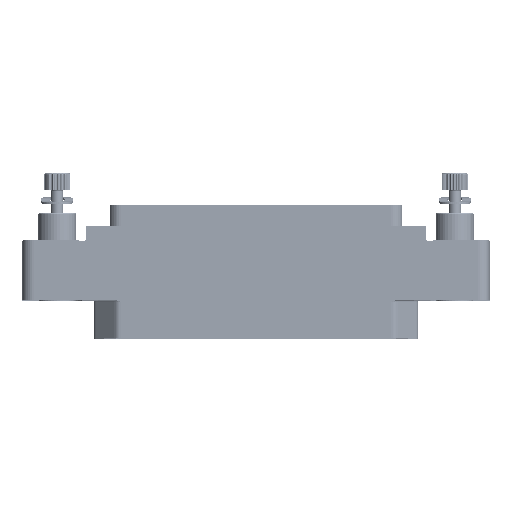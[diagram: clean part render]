
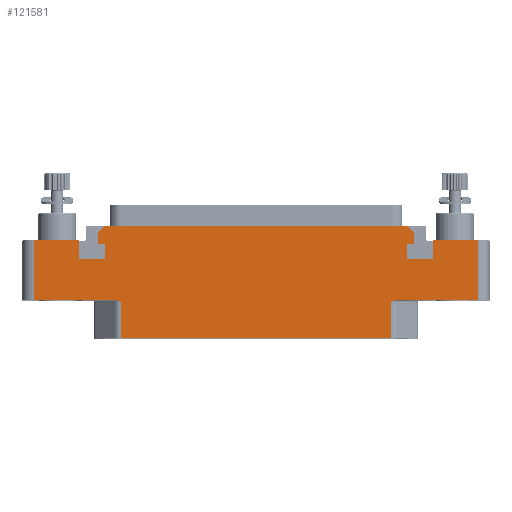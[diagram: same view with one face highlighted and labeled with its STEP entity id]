
A CAD part, top view. The second image highlights one B-rep face of the part: STEP entity #121581.
In plain terms, the highlighted planar face has unit normal (0, 0, 1).
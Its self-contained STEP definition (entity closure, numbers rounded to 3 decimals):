
#2989=DIRECTION('',(-1.,0.,0.));
#2990=VECTOR('',#2989,46.236);
#2991=CARTESIAN_POINT('',(23.118,-6.5,7.));
#2992=LINE('',#2991,#2990);
#3084=DIRECTION('',(1.,0.,0.));
#3085=VECTOR('',#3084,14.082);
#3086=CARTESIAN_POINT('',(-38.,0.,7.));
#3087=LINE('',#3086,#3085);
#3638=DIRECTION('',(0.,-1.,0.));
#3639=VECTOR('',#3638,10.25);
#3640=CARTESIAN_POINT('',(-38.,10.25,7.));
#3641=LINE('',#3640,#3639);
#3656=DIRECTION('',(1.,0.,0.));
#3657=VECTOR('',#3656,7.8);
#3658=CARTESIAN_POINT('',(-38.,10.25,7.));
#3659=LINE('',#3658,#3657);
#3660=DIRECTION('',(0.,-1.,0.));
#3661=VECTOR('',#3660,3.2);
#3662=CARTESIAN_POINT('',(-30.2,10.25,7.));
#3663=LINE('',#3662,#3661);
#3664=DIRECTION('',(1.,0.,0.));
#3665=VECTOR('',#3664,4.4);
#3666=CARTESIAN_POINT('',(-30.2,7.05,7.));
#3667=LINE('',#3666,#3665);
#3668=DIRECTION('',(0.,1.,0.));
#3669=VECTOR('',#3668,2.6);
#3670=CARTESIAN_POINT('',(-25.8,7.05,7.));
#3671=LINE('',#3670,#3669);
#3672=DIRECTION('',(-1.,0.,0.));
#3673=VECTOR('',#3672,1.2);
#3674=CARTESIAN_POINT('',(-25.8,9.65,7.));
#3675=LINE('',#3674,#3673);
#3676=DIRECTION('',(0.,-1.,0.));
#3677=VECTOR('',#3676,1.9);
#3678=CARTESIAN_POINT('',(-27.,11.55,7.));
#3679=LINE('',#3678,#3677);
#3680=DIRECTION('',(1.,0.,0.));
#3681=VECTOR('',#3680,51.6);
#3682=CARTESIAN_POINT('',(-25.8,12.75,7.));
#3683=LINE('',#3682,#3681);
#3684=DIRECTION('',(0.,-1.,0.));
#3685=VECTOR('',#3684,1.9);
#3686=CARTESIAN_POINT('',(27.,11.55,7.));
#3687=LINE('',#3686,#3685);
#3688=DIRECTION('',(-1.,0.,0.));
#3689=VECTOR('',#3688,1.2);
#3690=CARTESIAN_POINT('',(27.,9.65,7.));
#3691=LINE('',#3690,#3689);
#3692=DIRECTION('',(0.,-1.,0.));
#3693=VECTOR('',#3692,2.6);
#3694=CARTESIAN_POINT('',(25.8,9.65,7.));
#3695=LINE('',#3694,#3693);
#3696=DIRECTION('',(1.,0.,0.));
#3697=VECTOR('',#3696,4.4);
#3698=CARTESIAN_POINT('',(25.8,7.05,7.));
#3699=LINE('',#3698,#3697);
#3700=DIRECTION('',(0.,1.,0.));
#3701=VECTOR('',#3700,3.2);
#3702=CARTESIAN_POINT('',(30.2,7.05,7.));
#3703=LINE('',#3702,#3701);
#3704=DIRECTION('',(1.,0.,0.));
#3705=VECTOR('',#3704,7.8);
#3706=CARTESIAN_POINT('',(30.2,10.25,7.));
#3707=LINE('',#3706,#3705);
#3708=DIRECTION('',(1.,0.,0.));
#3709=VECTOR('',#3708,14.082);
#3710=CARTESIAN_POINT('',(23.918,0.,7.));
#3711=LINE('',#3710,#3709);
#3742=CARTESIAN_POINT('',(23.118,-0.2,7.));
#3743=CARTESIAN_POINT('',(23.14,-0.192,7.));
#3744=CARTESIAN_POINT('',(23.184,-0.176,7.));
#3745=CARTESIAN_POINT('',(23.251,-0.152,7.));
#3746=CARTESIAN_POINT('',(23.318,-0.128,7.));
#3747=CARTESIAN_POINT('',(23.385,-0.106,7.));
#3748=CARTESIAN_POINT('',(23.451,-0.085,7.));
#3749=CARTESIAN_POINT('',(23.515,-0.066,7.));
#3750=CARTESIAN_POINT('',(23.577,-0.049,7.));
#3751=CARTESIAN_POINT('',(23.636,-0.035,7.));
#3752=CARTESIAN_POINT('',(23.688,-0.024,7.));
#3753=CARTESIAN_POINT('',(23.734,-0.016,7.));
#3754=CARTESIAN_POINT('',(23.776,-0.01,7.));
#3755=CARTESIAN_POINT('',(23.814,-0.005,7.));
#3756=CARTESIAN_POINT('',(23.85,-0.002,7.));
#3757=CARTESIAN_POINT('',(23.884,0.,7.));
#3758=CARTESIAN_POINT('',(23.907,0.,7.));
#3759=CARTESIAN_POINT('',(23.918,0.,7.));
#3775=DIRECTION('',(0.,1.,0.));
#3776=VECTOR('',#3775,6.3);
#3777=CARTESIAN_POINT('',(23.118,-6.5,7.));
#3778=LINE('',#3777,#3776);
#3820=DIRECTION('',(0.,1.,0.));
#3821=VECTOR('',#3820,10.25);
#3822=CARTESIAN_POINT('',(38.,0.,7.));
#3823=LINE('',#3822,#3821);
#5117=DIRECTION('',(0.,1.,0.));
#5118=VECTOR('',#5117,6.3);
#5119=CARTESIAN_POINT('',(-23.118,-6.5,7.));
#5120=LINE('',#5119,#5118);
#5145=CARTESIAN_POINT('',(-23.918,0.,7.));
#5146=CARTESIAN_POINT('',(-23.907,0.,7.));
#5147=CARTESIAN_POINT('',(-23.884,0.,7.));
#5148=CARTESIAN_POINT('',(-23.85,-0.002,7.));
#5149=CARTESIAN_POINT('',(-23.814,-0.005,7.));
#5150=CARTESIAN_POINT('',(-23.776,-0.01,7.));
#5151=CARTESIAN_POINT('',(-23.734,-0.016,7.));
#5152=CARTESIAN_POINT('',(-23.688,-0.024,7.));
#5153=CARTESIAN_POINT('',(-23.636,-0.035,7.));
#5154=CARTESIAN_POINT('',(-23.577,-0.049,7.));
#5155=CARTESIAN_POINT('',(-23.515,-0.066,7.));
#5156=CARTESIAN_POINT('',(-23.451,-0.085,7.));
#5157=CARTESIAN_POINT('',(-23.385,-0.106,7.));
#5158=CARTESIAN_POINT('',(-23.318,-0.128,7.));
#5159=CARTESIAN_POINT('',(-23.251,-0.152,7.));
#5160=CARTESIAN_POINT('',(-23.184,-0.176,7.));
#5161=CARTESIAN_POINT('',(-23.14,-0.192,7.));
#5162=CARTESIAN_POINT('',(-23.118,-0.2,7.));
#5312=DIRECTION('',(-0.707,-0.707,0.));
#5313=VECTOR('',#5312,1.697);
#5314=CARTESIAN_POINT('',(-25.8,12.75,7.));
#5315=LINE('',#5314,#5313);
#5352=DIRECTION('',(0.707,-0.707,0.));
#5353=VECTOR('',#5352,1.697);
#5354=CARTESIAN_POINT('',(25.8,12.75,7.));
#5355=LINE('',#5354,#5353);
#98931=CARTESIAN_POINT('',(-30.2,10.25,7.));
#98932=CARTESIAN_POINT('',(-30.2,7.05,7.));
#98933=VERTEX_POINT('',#98931);
#98934=VERTEX_POINT('',#98932);
#98935=CARTESIAN_POINT('',(-25.8,7.05,7.));
#98936=VERTEX_POINT('',#98935);
#98937=CARTESIAN_POINT('',(-25.8,9.65,7.));
#98938=VERTEX_POINT('',#98937);
#98939=CARTESIAN_POINT('',(-27.,9.65,7.));
#98940=VERTEX_POINT('',#98939);
#98941=CARTESIAN_POINT('',(27.,9.65,7.));
#98942=CARTESIAN_POINT('',(25.8,9.65,7.));
#98943=VERTEX_POINT('',#98941);
#98944=VERTEX_POINT('',#98942);
#98945=CARTESIAN_POINT('',(25.8,7.05,7.));
#98946=VERTEX_POINT('',#98945);
#98947=CARTESIAN_POINT('',(30.2,7.05,7.));
#98948=VERTEX_POINT('',#98947);
#98949=CARTESIAN_POINT('',(30.2,10.25,7.));
#98950=VERTEX_POINT('',#98949);
#98955=CARTESIAN_POINT('',(-25.8,12.75,7.));
#98957=VERTEX_POINT('',#98955);
#98959=CARTESIAN_POINT('',(-27.,11.55,7.));
#98961=VERTEX_POINT('',#98959);
#98963=CARTESIAN_POINT('',(25.8,12.75,7.));
#98965=VERTEX_POINT('',#98963);
#98967=CARTESIAN_POINT('',(27.,11.55,7.));
#98969=VERTEX_POINT('',#98967);
#99059=CARTESIAN_POINT('',(38.,0.,7.));
#99060=CARTESIAN_POINT('',(38.,10.25,7.));
#99061=VERTEX_POINT('',#99059);
#99062=VERTEX_POINT('',#99060);
#99067=CARTESIAN_POINT('',(-38.,10.25,7.));
#99068=CARTESIAN_POINT('',(-38.,0.,7.));
#99069=VERTEX_POINT('',#99067);
#99070=VERTEX_POINT('',#99068);
#99276=CARTESIAN_POINT('',(23.118,-6.5,7.));
#99278=VERTEX_POINT('',#99276);
#99279=CARTESIAN_POINT('',(-23.118,-6.5,7.));
#99281=VERTEX_POINT('',#99279);
#99343=CARTESIAN_POINT('',(-23.118,-0.2,7.));
#99344=VERTEX_POINT('',#99343);
#99345=CARTESIAN_POINT('',(-23.918,0.,7.));
#99346=VERTEX_POINT('',#99345);
#99347=CARTESIAN_POINT('',(23.118,-0.2,7.));
#99349=VERTEX_POINT('',#99347);
#99351=CARTESIAN_POINT('',(23.918,0.,7.));
#99353=VERTEX_POINT('',#99351);
#121532=CARTESIAN_POINT('',(0.,0.,7.));
#121533=DIRECTION('',(0.,0.,-1.));
#121534=DIRECTION('',(-1.,0.,0.));
#121535=AXIS2_PLACEMENT_3D('',#121532,#121533,#121534);
#121536=PLANE('',#121535);
#121538=ORIENTED_EDGE('',*,*,#121537,.F.);
#121540=ORIENTED_EDGE('',*,*,#121539,.F.);
#121542=ORIENTED_EDGE('',*,*,#121541,.F.);
#121543=ORIENTED_EDGE('',*,*,#121098,.T.);
#121545=ORIENTED_EDGE('',*,*,#121544,.T.);
#121547=ORIENTED_EDGE('',*,*,#121546,.F.);
#121548=ORIENTED_EDGE('',*,*,#121185,.F.);
#121549=ORIENTED_EDGE('',*,*,#121523,.F.);
#121550=ORIENTED_EDGE('',*,*,#121233,.T.);
#121552=ORIENTED_EDGE('',*,*,#121551,.T.);
#121554=ORIENTED_EDGE('',*,*,#121553,.T.);
#121556=ORIENTED_EDGE('',*,*,#121555,.T.);
#121558=ORIENTED_EDGE('',*,*,#121557,.T.);
#121560=ORIENTED_EDGE('',*,*,#121559,.F.);
#121562=ORIENTED_EDGE('',*,*,#121561,.F.);
#121563=ORIENTED_EDGE('',*,*,#120617,.T.);
#121565=ORIENTED_EDGE('',*,*,#121564,.T.);
#121567=ORIENTED_EDGE('',*,*,#121566,.T.);
#121569=ORIENTED_EDGE('',*,*,#121568,.T.);
#121571=ORIENTED_EDGE('',*,*,#121570,.T.);
#121573=ORIENTED_EDGE('',*,*,#121572,.T.);
#121575=ORIENTED_EDGE('',*,*,#121574,.T.);
#121576=ORIENTED_EDGE('',*,*,#120691,.T.);
#121578=ORIENTED_EDGE('',*,*,#121577,.F.);
#121579=EDGE_LOOP('',(#121538,#121540,#121542,#121543,#121545,#121547,#121548,
#121549,#121550,#121552,#121554,#121556,#121558,#121560,#121562,#121563,#121565,
#121567,#121569,#121571,#121573,#121575,#121576,#121578));
#121580=FACE_OUTER_BOUND('',#121579,.F.);
#121581=ADVANCED_FACE('',(#121580),#121536,.F.);
#3760=B_SPLINE_CURVE_WITH_KNOTS('',3,(#3742,#3743,#3744,#3745,#3746,#3747,#3748,
#3749,#3750,#3751,#3752,#3753,#3754,#3755,#3756,#3757,#3758,#3759),
.UNSPECIFIED.,.F.,.F.,(4,1,1,1,1,1,1,1,1,1,1,1,1,1,1,4),(0.,0.067,
0.133,0.2,0.267,0.333,0.4,
0.467,0.533,0.6,0.667,0.733,
0.8,0.867,0.933,1.),.UNSPECIFIED.);
#5163=B_SPLINE_CURVE_WITH_KNOTS('',3,(#5145,#5146,#5147,#5148,#5149,#5150,#5151,
#5152,#5153,#5154,#5155,#5156,#5157,#5158,#5159,#5160,#5161,#5162),
.UNSPECIFIED.,.F.,.F.,(4,1,1,1,1,1,1,1,1,1,1,1,1,1,1,4),(0.,0.067,
0.133,0.2,0.267,0.333,0.4,
0.467,0.533,0.6,0.667,0.733,
0.8,0.867,0.933,1.),.UNSPECIFIED.);
#120617=EDGE_CURVE('',#98957,#98965,#3683,.T.);
#120691=EDGE_CURVE('',#98950,#99062,#3707,.T.);
#121098=EDGE_CURVE('',#99278,#99281,#2992,.T.);
#121185=EDGE_CURVE('',#99070,#99346,#3087,.T.);
#121233=EDGE_CURVE('',#99069,#98933,#3659,.T.);
#121523=EDGE_CURVE('',#99069,#99070,#3641,.T.);
#121537=EDGE_CURVE('',#99353,#99061,#3711,.T.);
#121539=EDGE_CURVE('',#99349,#99353,#3760,.T.);
#121541=EDGE_CURVE('',#99278,#99349,#3778,.T.);
#121544=EDGE_CURVE('',#99281,#99344,#5120,.T.);
#121546=EDGE_CURVE('',#99346,#99344,#5163,.T.);
#121551=EDGE_CURVE('',#98933,#98934,#3663,.T.);
#121553=EDGE_CURVE('',#98934,#98936,#3667,.T.);
#121555=EDGE_CURVE('',#98936,#98938,#3671,.T.);
#121557=EDGE_CURVE('',#98938,#98940,#3675,.T.);
#121559=EDGE_CURVE('',#98961,#98940,#3679,.T.);
#121561=EDGE_CURVE('',#98957,#98961,#5315,.T.);
#121564=EDGE_CURVE('',#98965,#98969,#5355,.T.);
#121566=EDGE_CURVE('',#98969,#98943,#3687,.T.);
#121568=EDGE_CURVE('',#98943,#98944,#3691,.T.);
#121570=EDGE_CURVE('',#98944,#98946,#3695,.T.);
#121572=EDGE_CURVE('',#98946,#98948,#3699,.T.);
#121574=EDGE_CURVE('',#98948,#98950,#3703,.T.);
#121577=EDGE_CURVE('',#99061,#99062,#3823,.T.);
